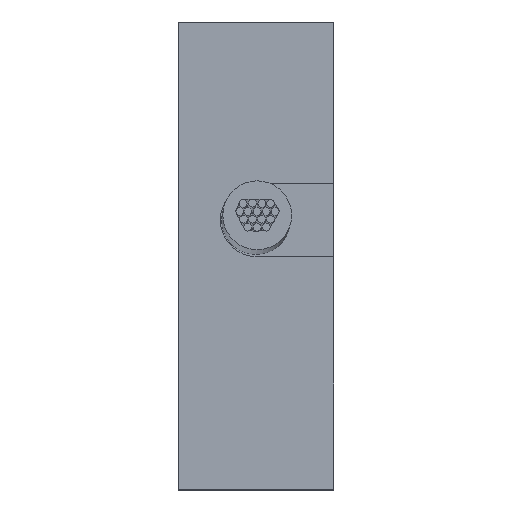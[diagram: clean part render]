
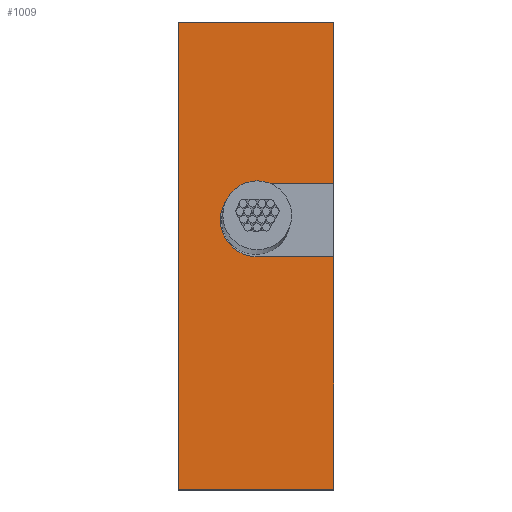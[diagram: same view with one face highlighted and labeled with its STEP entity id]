
A CAD part, top view. The second image highlights one B-rep face of the part: STEP entity #1009.
In plain terms, the highlighted face is planar.
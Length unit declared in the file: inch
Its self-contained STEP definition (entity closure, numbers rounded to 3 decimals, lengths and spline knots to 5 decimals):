
#1=DIRECTION('',(0.,0.,-1.));
#2=VECTOR('',#1,0.591);
#3=CARTESIAN_POINT('',(-0.0985,-0.2955,0.2955));
#4=LINE('',#3,#2);
#37=DIRECTION('',(-1.,0.,0.));
#38=VECTOR('',#37,0.097);
#39=CARTESIAN_POINT('',(0.0985,-0.2955,0.0915));
#40=LINE('',#39,#38);
#41=CARTESIAN_POINT('',(0.0015,-0.2955,0.045));
#42=DIRECTION('',(0.,-1.,0.));
#43=DIRECTION('',(0.,0.,1.));
#44=AXIS2_PLACEMENT_3D('',#41,#42,#43);
#46=DIRECTION('',(-1.,0.,0.));
#47=VECTOR('',#46,0.097);
#48=CARTESIAN_POINT('',(0.0985,-0.2955,-0.0015));
#49=LINE('',#48,#47);
#50=DIRECTION('',(1.,0.,0.));
#51=VECTOR('',#50,0.197);
#52=CARTESIAN_POINT('',(-0.0985,-0.2955,0.2955));
#53=LINE('',#52,#51);
#141=DIRECTION('',(0.,0.,-1.));
#142=VECTOR('',#141,0.204);
#143=CARTESIAN_POINT('',(0.0985,-0.2955,0.2955));
#144=LINE('',#143,#142);
#157=DIRECTION('',(0.,0.,-1.));
#158=VECTOR('',#157,0.294);
#159=CARTESIAN_POINT('',(0.0985,-0.2955,-0.0015));
#160=LINE('',#159,#158);
#205=DIRECTION('',(1.,0.,0.));
#206=VECTOR('',#205,0.197);
#207=CARTESIAN_POINT('',(-0.0985,-0.2955,-0.2955));
#208=LINE('',#207,#206);
#750=CARTESIAN_POINT('',(-0.0985,-0.2955,0.2955));
#751=CARTESIAN_POINT('',(-0.0985,-0.2955,-0.2955));
#752=VERTEX_POINT('',#750);
#753=VERTEX_POINT('',#751);
#758=CARTESIAN_POINT('',(0.0985,-0.2955,-0.2955));
#760=VERTEX_POINT('',#758);
#764=CARTESIAN_POINT('',(0.0985,-0.2955,0.2955));
#765=VERTEX_POINT('',#764);
#794=CARTESIAN_POINT('',(0.0985,-0.2955,-0.0015));
#796=VERTEX_POINT('',#794);
#798=CARTESIAN_POINT('',(0.0985,-0.2955,0.0915));
#799=CARTESIAN_POINT('',(0.0015,-0.2955,0.0915));
#800=VERTEX_POINT('',#798);
#801=VERTEX_POINT('',#799);
#802=CARTESIAN_POINT('',(0.0015,-0.2955,-0.0015));
#803=VERTEX_POINT('',#802);
#987=CARTESIAN_POINT('',(-0.0985,-0.2955,0.2955));
#988=DIRECTION('',(0.,-1.,0.));
#989=DIRECTION('',(0.,0.,-1.));
#990=AXIS2_PLACEMENT_3D('',#987,#988,#989);
#991=PLANE('',#990);
#993=ORIENTED_EDGE('',*,*,#992,.T.);
#995=ORIENTED_EDGE('',*,*,#994,.T.);
#997=ORIENTED_EDGE('',*,*,#996,.F.);
#999=ORIENTED_EDGE('',*,*,#998,.T.);
#1001=ORIENTED_EDGE('',*,*,#1000,.F.);
#1002=ORIENTED_EDGE('',*,*,#964,.F.);
#1004=ORIENTED_EDGE('',*,*,#1003,.T.);
#1006=ORIENTED_EDGE('',*,*,#1005,.T.);
#1007=EDGE_LOOP('',(#993,#995,#997,#999,#1001,#1002,#1004,#1006));
#1008=FACE_OUTER_BOUND('',#1007,.F.);
#1009=ADVANCED_FACE('',(#1008),#991,.T.);
#45=CIRCLE('',#44,0.0465);
#964=EDGE_CURVE('',#752,#753,#4,.T.);
#992=EDGE_CURVE('',#800,#801,#40,.T.);
#994=EDGE_CURVE('',#801,#803,#45,.T.);
#996=EDGE_CURVE('',#796,#803,#49,.T.);
#998=EDGE_CURVE('',#796,#760,#160,.T.);
#1000=EDGE_CURVE('',#753,#760,#208,.T.);
#1003=EDGE_CURVE('',#752,#765,#53,.T.);
#1005=EDGE_CURVE('',#765,#800,#144,.T.);
